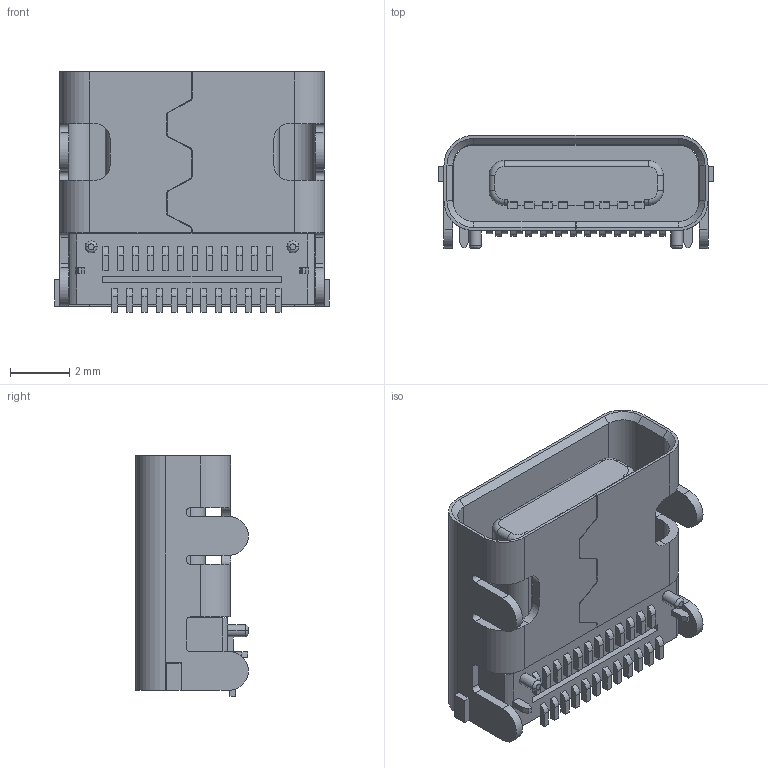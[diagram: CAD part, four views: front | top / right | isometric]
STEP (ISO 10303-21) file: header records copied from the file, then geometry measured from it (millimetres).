
FILE_DESCRIPTION((''),'2;1');
FILE_NAME('U262-241N-4BV64','2019-04-09T',('Administrator'),(''),'PRO/ENGINEER BY PARAMETRIC TECHNOLOGY CORPORATION, 2010370','PRO/ENGINEER BY PARAMETRIC TECHNOLOGY CORPORATION, 2010370','');
FILE_SCHEMA(('CONFIG_CONTROL_DESIGN'));
Length unit declared in the file: millimetre
Products named in the file (1): U262-241N-4BV64
Bounding box: 9.26 x 3.8 x 8.1 mm (x, y, z)
Volume: 133.2 mm3; surface area: 524.1 mm2
Topology: 14 solids, 14 shells, 1228 faces, 3374 edges, 2230 vertices
Faces by surface type: plane 1083, cylinder 113, torus 16, sphere 8, cone 4, bspline 4
Entity records: 38475 total; most frequent: CARTESIAN_POINT 6963, ORIENTED_EDGE 6748, DIRECTION 6086, EDGE_CURVE 3374, VECTOR 3106, LINE 3106, VERTEX_POINT 2230, AXIS2_PLACEMENT_3D 1490
